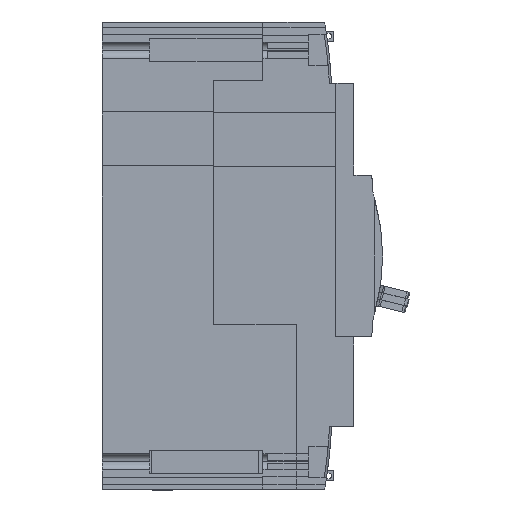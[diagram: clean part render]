
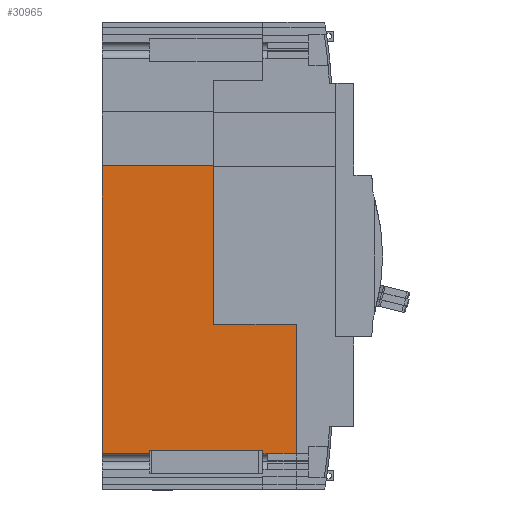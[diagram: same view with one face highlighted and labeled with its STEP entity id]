
A CAD part, left-side view. The second image highlights one B-rep face of the part: STEP entity #30965.
In plain terms, the highlighted planar face has unit normal (-1, 0, 0).
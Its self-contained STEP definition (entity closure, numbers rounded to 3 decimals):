
#15643=EDGE_CURVE('',#26401,#18721,#45968,.T.);
#17463=VERTEX_POINT('',#47983);
#17605=VERTEX_POINT('',#48136);
#18721=VERTEX_POINT('',#49339);
#19819=VERTEX_POINT('',#50537);
#20469=VERTEX_POINT('',#51247);
#20665=EDGE_CURVE('',#19819,#40787,#51467,.T.);
#21365=EDGE_CURVE('',#39167,#26323,#52231,.T.);
#22151=EDGE_CURVE('',#41857,#20469,#53082,.T.);
#22559=VERTEX_POINT('',#53522);
#23405=EDGE_CURVE('',#39167,#41857,#54441,.T.);
#23713=EDGE_CURVE('',#20469,#17605,#54774,.T.);
#26323=VERTEX_POINT('',#57636);
#26401=VERTEX_POINT('',#57721);
#28189=EDGE_CURVE('',#34783,#22559,#59647,.T.);
#30965=ADVANCED_FACE('',(#62671),#62672,.F.);
#34691=EDGE_CURVE('',#17605,#40787,#66788,.T.);
#34783=VERTEX_POINT('',#66889);
#35511=EDGE_CURVE('',#18721,#34783,#67704,.T.);
#37023=EDGE_CURVE('',#43257,#26401,#69358,.T.);
#37379=EDGE_CURVE('',#22559,#17463,#69750,.T.);
#39167=VERTEX_POINT('',#71689);
#40787=VERTEX_POINT('',#73444);
#41857=VERTEX_POINT('',#74621);
#41929=EDGE_CURVE('',#17463,#19819,#74700,.T.);
#43257=VERTEX_POINT('',#76148);
#43969=EDGE_CURVE('',#43257,#26323,#76936,.T.);
#45968=LINE('',#79346,#79347);
#47983=CARTESIAN_POINT('',(-63.45,-46.0,-55.001));
#48136=CARTESIAN_POINT('',(-63.45,-54.0,-19.0));
#49339=CARTESIAN_POINT('',(-63.45,-13.2,-54.0));
#50537=CARTESIAN_POINT('',(-63.45,-46.0,-55.));
#51247=CARTESIAN_POINT('',(-63.45,-31.0,-19.0));
#51467=LINE('',#87319,#87320);
#52231=LINE('',#88451,#88452);
#53082=LINE('',#89744,#89745);
#53522=CARTESIAN_POINT('',(-63.45,-44.65,-55.001));
#54441=LINE('',#91767,#91768);
#54774=LINE('',#92238,#92239);
#57636=CARTESIAN_POINT('',(-63.45,0.0,25.05));
#57721=CARTESIAN_POINT('',(-63.45,-13.2,-55.001));
#59647=LINE('',#99309,#99310);
#62671=FACE_OUTER_BOUND('',#103803,.T.);
#62672=PLANE('',#103804);
#66788=LINE('',#109679,#109680);
#66889=CARTESIAN_POINT('',(-63.45,-44.65,-54.0));
#67704=LINE('',#110946,#110947);
#69358=LINE('',#113429,#113430);
#69750=LINE('',#113981,#113982);
#71689=CARTESIAN_POINT('',(-63.45,-31.0,25.05));
#73444=CARTESIAN_POINT('',(-63.45,-54.0,-55.));
#74621=CARTESIAN_POINT('',(-63.45,-31.0,25.0));
#74700=LINE('',#121229,#121230);
#76148=CARTESIAN_POINT('',(-63.45,0.0,-55.001));
#76936=LINE('',#124430,#124431);
#79346=CARTESIAN_POINT('',(-63.45,-13.2,-29.109));
#79347=VECTOR('',#127389,1.0);
#87319=CARTESIAN_POINT('',(-63.45,-34.704,-55.));
#87320=VECTOR('',#133411,1.0);
#88451=CARTESIAN_POINT('',(-63.45,-27.204,25.05));
#88452=VECTOR('',#134206,1.0);
#89744=CARTESIAN_POINT('',(-63.45,-31.0,-19.0));
#89745=VECTOR('',#135065,1.0);
#91767=CARTESIAN_POINT('',(-63.45,-31.0,-19.0));
#91768=VECTOR('',#136429,1.0);
#92238=CARTESIAN_POINT('',(-63.45,-54.0,-19.0));
#92239=VECTOR('',#136755,1.0);
#99309=CARTESIAN_POINT('',(-63.45,-44.65,-29.109));
#99310=VECTOR('',#141788,1.0);
#103803=EDGE_LOOP('',(#144965,#144966,#144967,#144968,#144969,#144970,#144971,#144972,#144973,#144974,#144975,#144976,#144977));
#103804=AXIS2_PLACEMENT_3D('',#144978,#144979,#144980);
#109679=CARTESIAN_POINT('',(-63.45,-54.0,-64.9));
#109680=VECTOR('',#149590,1.0);
#110946=CARTESIAN_POINT('',(-63.45,-18.304,-54.0));
#110947=VECTOR('',#150711,1.0);
#113429=CARTESIAN_POINT('',(-63.45,-6.6,-55.001));
#113430=VECTOR('',#152441,1.0);
#113981=CARTESIAN_POINT('',(-63.45,-49.325,-55.001));
#113982=VECTOR('',#152888,1.0);
#121229=CARTESIAN_POINT('',(-63.45,-46.0,-29.109));
#121230=VECTOR('',#158041,1.0);
#124430=CARTESIAN_POINT('',(-63.45,0.0,64.9));
#124431=VECTOR('',#160454,1.0);
#127389=DIRECTION('',(-0.0,0.0,1.0));
#133411=DIRECTION('',(0.0,-1.0,0.0));
#134206=DIRECTION('',(0.0,1.0,0.0));
#135065=DIRECTION('',(-0.0,-0.0,-1.0));
#136429=DIRECTION('',(-0.0,-0.0,-1.0));
#136755=DIRECTION('',(-0.0,-1.0,-0.0));
#141788=DIRECTION('',(0.0,0.0,-1.0));
#144965=ORIENTED_EDGE('',*,*,#21365,.T.);
#144966=ORIENTED_EDGE('',*,*,#43969,.F.);
#144967=ORIENTED_EDGE('',*,*,#37023,.T.);
#144968=ORIENTED_EDGE('',*,*,#15643,.T.);
#144969=ORIENTED_EDGE('',*,*,#35511,.T.);
#144970=ORIENTED_EDGE('',*,*,#28189,.T.);
#144971=ORIENTED_EDGE('',*,*,#37379,.T.);
#144972=ORIENTED_EDGE('',*,*,#41929,.T.);
#144973=ORIENTED_EDGE('',*,*,#20665,.T.);
#144974=ORIENTED_EDGE('',*,*,#34691,.F.);
#144975=ORIENTED_EDGE('',*,*,#23713,.F.);
#144976=ORIENTED_EDGE('',*,*,#22151,.F.);
#144977=ORIENTED_EDGE('',*,*,#23405,.F.);
#144978=CARTESIAN_POINT('',(-63.45,-23.407,-0.968));
#144979=DIRECTION('',(1.0,0.0,0.0));
#144980=DIRECTION('',(0.0,1.0,0.0));
#149590=DIRECTION('',(-0.0,-0.0,-1.0));
#150711=DIRECTION('',(0.0,-1.0,0.0));
#152441=DIRECTION('',(0.0,-1.0,0.0));
#152888=DIRECTION('',(0.0,-1.0,0.0));
#158041=DIRECTION('',(-0.0,0.0,1.0));
#160454=DIRECTION('',(0.0,0.0,1.0));
